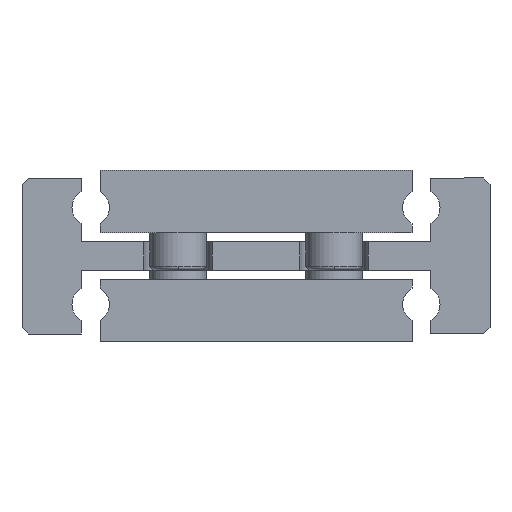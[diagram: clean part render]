
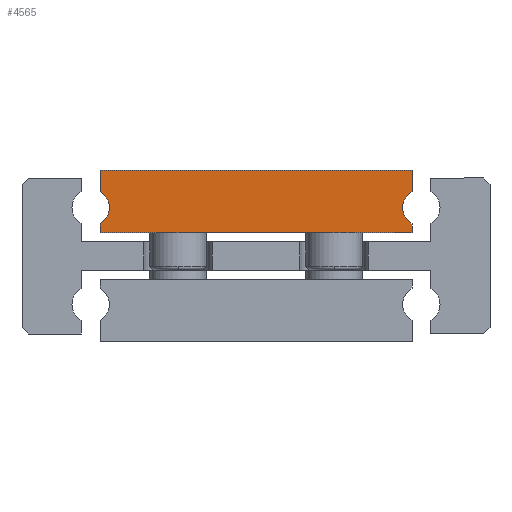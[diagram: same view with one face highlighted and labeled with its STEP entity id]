
A CAD part, front view. The second image highlights one B-rep face of the part: STEP entity #4565.
In plain terms, the highlighted planar face has unit normal (0, -1, 0).
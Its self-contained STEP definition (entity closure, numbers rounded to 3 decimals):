
#2706=CARTESIAN_POINT('',(-47.0,-350.0,4.5));
#2707=VERTEX_POINT('',#2706);
#2716=CARTESIAN_POINT('',(-50.0,-350.0,9.696));
#2717=VERTEX_POINT('',#2716);
#2718=CARTESIAN_POINT('',(-53.0,-350.0,4.5));
#2719=DIRECTION('',(0.0,1.0,0.0));
#2720=DIRECTION('',(1.0,0.0,0.0));
#2721=AXIS2_PLACEMENT_3D('',#2718,#2719,#2720);
#2722=CIRCLE('',#2721,6.0);
#2723=EDGE_CURVE('',#2717,#2707,#2722,.T.);
#2750=CARTESIAN_POINT('',(47.0,-350.0,4.5));
#2751=VERTEX_POINT('',#2750);
#2767=CARTESIAN_POINT('',(50.0,-350.0,9.696));
#2768=VERTEX_POINT('',#2767);
#2775=CARTESIAN_POINT('',(53.0,-350.0,4.5));
#2776=DIRECTION('',(0.0,1.0,0.0));
#2777=DIRECTION('',(1.0,0.0,0.0));
#2778=AXIS2_PLACEMENT_3D('',#2775,#2776,#2777);
#2779=CIRCLE('',#2778,6.0);
#2780=EDGE_CURVE('',#2751,#2768,#2779,.T.);
#3696=CARTESIAN_POINT('',(25.0,-350.0,-3.5));
#3697=VERTEX_POINT('',#3696);
#4246=CARTESIAN_POINT('',(50.0,-350.0,-0.696));
#4247=VERTEX_POINT('',#4246);
#4248=CARTESIAN_POINT('',(53.0,-350.0,4.5));
#4249=DIRECTION('',(0.0,1.0,0.0));
#4250=DIRECTION('',(1.0,0.0,0.0));
#4251=AXIS2_PLACEMENT_3D('',#4248,#4249,#4250);
#4252=CIRCLE('',#4251,6.0);
#4253=EDGE_CURVE('',#4247,#2751,#4252,.T.);
#4288=CARTESIAN_POINT('',(-50.0,-350.0,-0.696));
#4289=VERTEX_POINT('',#4288);
#4296=CARTESIAN_POINT('',(-53.0,-350.0,4.5));
#4297=DIRECTION('',(0.0,1.0,0.0));
#4298=DIRECTION('',(1.0,0.0,0.0));
#4299=AXIS2_PLACEMENT_3D('',#4296,#4297,#4298);
#4300=CIRCLE('',#4299,6.0);
#4301=EDGE_CURVE('',#2707,#4289,#4300,.T.);
#4312=CARTESIAN_POINT('',(50.0,-350.0,-3.5));
#4313=VERTEX_POINT('',#4312);
#4314=CARTESIAN_POINT('',(50.0,-350.0,-0.696));
#4315=DIRECTION('',(0.0,0.0,-1.0));
#4316=VECTOR('',#4315,2.804);
#4317=LINE('',#4314,#4316);
#4318=EDGE_CURVE('',#4247,#4313,#4317,.T.);
#4351=CARTESIAN_POINT('',(50.0,-350.0,16.5));
#4352=VERTEX_POINT('',#4351);
#4359=CARTESIAN_POINT('',(50.0,-350.0,16.5));
#4360=DIRECTION('',(0.0,0.0,-1.0));
#4361=VECTOR('',#4360,6.804);
#4362=LINE('',#4359,#4361);
#4363=EDGE_CURVE('',#4352,#2768,#4362,.T.);
#4417=CARTESIAN_POINT('',(-50.0,-350.0,-3.5));
#4418=VERTEX_POINT('',#4417);
#4425=CARTESIAN_POINT('',(-50.0,-350.0,-3.5));
#4426=DIRECTION('',(0.0,0.0,1.0));
#4427=VECTOR('',#4426,2.804);
#4428=LINE('',#4425,#4427);
#4429=EDGE_CURVE('',#4418,#4289,#4428,.T.);
#4440=CARTESIAN_POINT('',(-50.0,-350.0,16.5));
#4441=VERTEX_POINT('',#4440);
#4442=CARTESIAN_POINT('',(-50.0,-350.0,9.696));
#4443=DIRECTION('',(0.0,0.0,1.0));
#4444=VECTOR('',#4443,6.804);
#4445=LINE('',#4442,#4444);
#4446=EDGE_CURVE('',#2717,#4441,#4445,.T.);
#4465=CARTESIAN_POINT('',(-50.0,-350.0,16.5));
#4466=DIRECTION('',(1.0,0.0,0.0));
#4467=VECTOR('',#4466,100.0);
#4468=LINE('',#4465,#4467);
#4469=EDGE_CURVE('',#4441,#4352,#4468,.T.);
#4529=CARTESIAN_POINT('',(0.0,-350.0,6.5));
#4530=DIRECTION('',(0.0,1.0,0.0));
#4531=DIRECTION('',(0.0,0.0,1.0));
#4532=AXIS2_PLACEMENT_3D('',#4529,#4530,#4531);
#4533=PLANE('',#4532);
#4534=ORIENTED_EDGE('',*,*,#4253,.T.);
#4535=ORIENTED_EDGE('',*,*,#2780,.T.);
#4536=ORIENTED_EDGE('',*,*,#4363,.F.);
#4537=ORIENTED_EDGE('',*,*,#4469,.F.);
#4538=ORIENTED_EDGE('',*,*,#4446,.F.);
#4539=ORIENTED_EDGE('',*,*,#2723,.T.);
#4540=ORIENTED_EDGE('',*,*,#4301,.T.);
#4541=ORIENTED_EDGE('',*,*,#4429,.F.);
#4542=CARTESIAN_POINT('',(-25.0,-350.0,-3.5));
#4543=VERTEX_POINT('',#4542);
#4544=CARTESIAN_POINT('',(-25.0,-350.0,-3.5));
#4545=DIRECTION('',(-1.0,0.0,0.0));
#4546=VECTOR('',#4545,25.0);
#4547=LINE('',#4544,#4546);
#4548=EDGE_CURVE('',#4543,#4418,#4547,.T.);
#4549=ORIENTED_EDGE('',*,*,#4548,.F.);
#4550=CARTESIAN_POINT('',(25.0,-350.0,-3.5));
#4551=DIRECTION('',(-1.0,0.0,0.0));
#4552=VECTOR('',#4551,50.0);
#4553=LINE('',#4550,#4552);
#4554=EDGE_CURVE('',#3697,#4543,#4553,.T.);
#4555=ORIENTED_EDGE('',*,*,#4554,.F.);
#4556=CARTESIAN_POINT('',(50.0,-350.0,-3.5));
#4557=DIRECTION('',(-1.0,0.0,0.0));
#4558=VECTOR('',#4557,25.0);
#4559=LINE('',#4556,#4558);
#4560=EDGE_CURVE('',#4313,#3697,#4559,.T.);
#4561=ORIENTED_EDGE('',*,*,#4560,.F.);
#4562=ORIENTED_EDGE('',*,*,#4318,.F.);
#4563=EDGE_LOOP('',(#4534,#4535,#4536,#4537,#4538,#4539,#4540,#4541,#4549,#4555,#4561,#4562));
#4564=FACE_OUTER_BOUND('',#4563,.T.);
#4565=ADVANCED_FACE('',(#4564),#4533,.F.);
